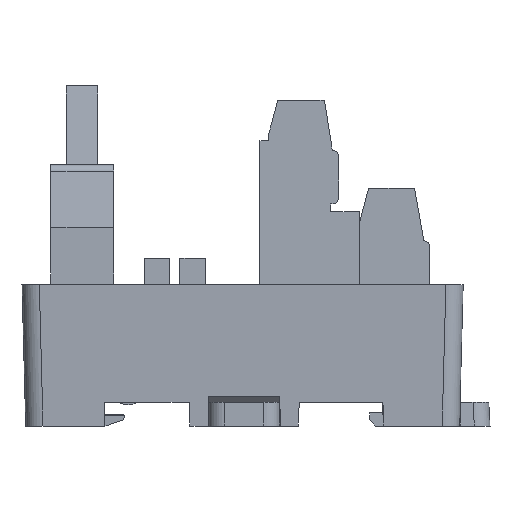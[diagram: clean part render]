
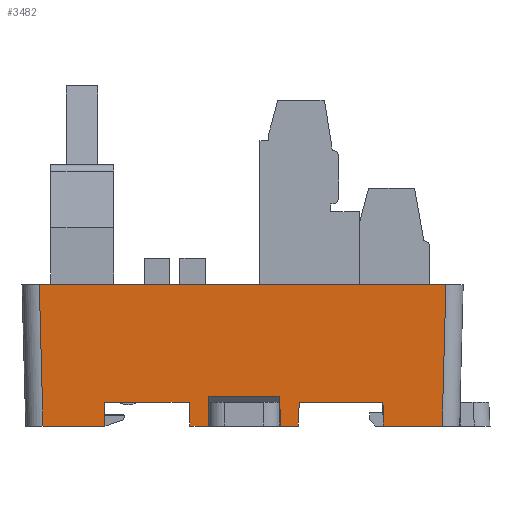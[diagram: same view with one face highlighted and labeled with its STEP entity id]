
A CAD part, left-side view. The second image highlights one B-rep face of the part: STEP entity #3482.
In plain terms, the highlighted planar face has unit normal (-1, 0, -0.026).
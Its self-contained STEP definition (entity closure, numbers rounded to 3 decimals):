
#2243=FACE_OUTER_BOUND('',#6388,.T.);
#3482=ADVANCED_FACE('',(#2243),#4769,.T.);
#4769=PLANE('',#25640);
#6388=EDGE_LOOP('',(#8466,#8467,#8468,#8469,#8470,#8471,#8472,#8473,#8474,
#8475,#8476,#8477,#8478,#8479,#8480,#8481));
#8466=ORIENTED_EDGE('',*,*,#17168,.T.);
#8467=ORIENTED_EDGE('',*,*,#17225,.T.);
#8468=ORIENTED_EDGE('',*,*,#17195,.T.);
#8469=ORIENTED_EDGE('',*,*,#17218,.F.);
#8470=ORIENTED_EDGE('',*,*,#16981,.T.);
#8471=ORIENTED_EDGE('',*,*,#17226,.F.);
#8472=ORIENTED_EDGE('',*,*,#17227,.F.);
#8473=ORIENTED_EDGE('',*,*,#17228,.T.);
#8474=ORIENTED_EDGE('',*,*,#17229,.F.);
#8475=ORIENTED_EDGE('',*,*,#17230,.T.);
#8476=ORIENTED_EDGE('',*,*,#17231,.F.);
#8477=ORIENTED_EDGE('',*,*,#17232,.T.);
#8478=ORIENTED_EDGE('',*,*,#16967,.T.);
#8479=ORIENTED_EDGE('',*,*,#17158,.T.);
#8480=ORIENTED_EDGE('',*,*,#17150,.T.);
#8481=ORIENTED_EDGE('',*,*,#17233,.T.);
#14711=VERTEX_POINT('',#33930);
#14712=VERTEX_POINT('',#33932);
#14725=VERTEX_POINT('',#33958);
#14726=VERTEX_POINT('',#33960);
#14857=VERTEX_POINT('',#34295);
#14858=VERTEX_POINT('',#34297);
#14868=VERTEX_POINT('',#34331);
#14869=VERTEX_POINT('',#34333);
#14887=VERTEX_POINT('',#34380);
#14888=VERTEX_POINT('',#34382);
#14900=VERTEX_POINT('',#34442);
#14901=VERTEX_POINT('',#34444);
#14902=VERTEX_POINT('',#34446);
#14903=VERTEX_POINT('',#34448);
#14904=VERTEX_POINT('',#34450);
#14905=VERTEX_POINT('',#34452);
#16967=EDGE_CURVE('',#14712,#14711,#20293,.T.);
#16981=EDGE_CURVE('',#14726,#14725,#20305,.T.);
#17150=EDGE_CURVE('',#14858,#14857,#20467,.T.);
#17158=EDGE_CURVE('',#14711,#14858,#20475,.T.);
#17168=EDGE_CURVE('',#14869,#14868,#20483,.T.);
#17195=EDGE_CURVE('',#14888,#14887,#20506,.T.);
#17218=EDGE_CURVE('',#14726,#14887,#20526,.T.);
#17225=EDGE_CURVE('',#14868,#14888,#20533,.T.);
#17226=EDGE_CURVE('',#14900,#14725,#20534,.T.);
#17227=EDGE_CURVE('',#14901,#14900,#20535,.T.);
#17228=EDGE_CURVE('',#14901,#14902,#20536,.T.);
#17229=EDGE_CURVE('',#14903,#14902,#20537,.T.);
#17230=EDGE_CURVE('',#14903,#14904,#20538,.T.);
#17231=EDGE_CURVE('',#14905,#14904,#20539,.T.);
#17232=EDGE_CURVE('',#14905,#14712,#20540,.T.);
#17233=EDGE_CURVE('',#14857,#14869,#20541,.T.);
#20293=LINE('',#33931,#23021);
#20305=LINE('',#33959,#23033);
#20467=LINE('',#34296,#23195);
#20475=LINE('',#34311,#23203);
#20483=LINE('',#34332,#23211);
#20506=LINE('',#34381,#23234);
#20526=LINE('',#34429,#23254);
#20533=LINE('',#34440,#23261);
#20534=LINE('',#34441,#23262);
#20535=LINE('',#34443,#23263);
#20536=LINE('',#34445,#23264);
#20537=LINE('',#34447,#23265);
#20538=LINE('',#34449,#23266);
#20539=LINE('',#34451,#23267);
#20540=LINE('',#34453,#23268);
#20541=LINE('',#34454,#23269);
#23021=VECTOR('',#27474,1.);
#23033=VECTOR('',#27490,1.);
#23195=VECTOR('',#27738,1.);
#23203=VECTOR('',#27750,1.);
#23211=VECTOR('',#27772,1.);
#23234=VECTOR('',#27809,1.);
#23254=VECTOR('',#27861,1.);
#23261=VECTOR('',#27876,1.);
#23262=VECTOR('',#27877,1.);
#23263=VECTOR('',#27878,1.);
#23264=VECTOR('',#27879,1.);
#23265=VECTOR('',#27880,1.);
#23266=VECTOR('',#27881,1.);
#23267=VECTOR('',#27882,1.);
#23268=VECTOR('',#27883,1.);
#23269=VECTOR('',#27884,1.);
#25640=AXIS2_PLACEMENT_3D('',#34455,#27885,#27886);
#27474=DIRECTION('',(0.,-1.,0.));
#27490=DIRECTION('',(0.,-1.,0.));
#27738=DIRECTION('',(0.,-1.,0.));
#27750=DIRECTION('',(0.026,-0.017,-1.));
#27772=DIRECTION('',(0.,1.,0.));
#27809=DIRECTION('',(0.,-1.,0.));
#27861=DIRECTION('',(0.026,0.017,-1.));
#27876=DIRECTION('',(0.026,-0.026,-0.999));
#27877=DIRECTION('',(-0.026,0.035,0.999));
#27878=DIRECTION('',(0.,1.,0.));
#27879=DIRECTION('',(-0.026,-0.009,1.));
#27880=DIRECTION('',(0.,1.,0.));
#27881=DIRECTION('',(0.026,-0.009,-1.));
#27882=DIRECTION('',(0.,1.,0.));
#27883=DIRECTION('',(-0.026,-0.035,0.999));
#27884=DIRECTION('',(-0.026,-0.026,0.999));
#27885=DIRECTION('',(-1.,0.,-0.026));
#27886=DIRECTION('',(-0.026,0.,1.));
#33930=CARTESIAN_POINT('',(-28.557,10.2,-15.));
#33931=CARTESIAN_POINT('',(-28.557,27.85,-15.));
#33932=CARTESIAN_POINT('',(-28.557,20.85,-15.));
#33958=CARTESIAN_POINT('',(-28.557,34.85,-15.));
#33959=CARTESIAN_POINT('',(-28.557,27.85,-15.));
#33960=CARTESIAN_POINT('',(-28.557,45.6,-15.));
#34295=CARTESIAN_POINT('',(-28.479,2.671,-18.));
#34296=CARTESIAN_POINT('',(-28.479,27.85,-18.));
#34297=CARTESIAN_POINT('',(-28.479,10.148,-18.));
#34311=CARTESIAN_POINT('',(-28.958,10.467,0.309));
#34331=CARTESIAN_POINT('',(-28.95,53.901,0.));
#34332=CARTESIAN_POINT('',(-28.95,28.35,0.));
#34333=CARTESIAN_POINT('',(-28.95,2.199,0.));
#34380=CARTESIAN_POINT('',(-28.479,45.652,-18.));
#34381=CARTESIAN_POINT('',(-28.479,28.35,-18.));
#34382=CARTESIAN_POINT('',(-28.479,53.429,-18.));
#34429=CARTESIAN_POINT('',(-28.526,45.621,-16.204));
#34440=CARTESIAN_POINT('',(-28.933,53.884,-0.66));
#34441=CARTESIAN_POINT('',(-28.526,34.808,-16.202));
#34442=CARTESIAN_POINT('',(-28.479,34.745,-18.));
#34443=CARTESIAN_POINT('',(-28.479,27.85,-18.));
#34444=CARTESIAN_POINT('',(-28.479,32.426,-18.));
#34445=CARTESIAN_POINT('',(-28.526,32.411,-16.204));
#34446=CARTESIAN_POINT('',(-28.576,32.394,-14.274));
#34447=CARTESIAN_POINT('',(-28.576,237.295,-14.274));
#34448=CARTESIAN_POINT('',(-28.576,23.306,-14.274));
#34449=CARTESIAN_POINT('',(-28.526,23.29,-16.204));
#34450=CARTESIAN_POINT('',(-28.479,23.274,-18.));
#34451=CARTESIAN_POINT('',(-28.479,27.85,-18.));
#34452=CARTESIAN_POINT('',(-28.479,20.955,-18.));
#34453=CARTESIAN_POINT('',(-28.943,20.336,-0.282));
#34454=CARTESIAN_POINT('',(-28.933,2.217,-0.66));
#34455=CARTESIAN_POINT('',(-28.95,28.35,-0.003));
